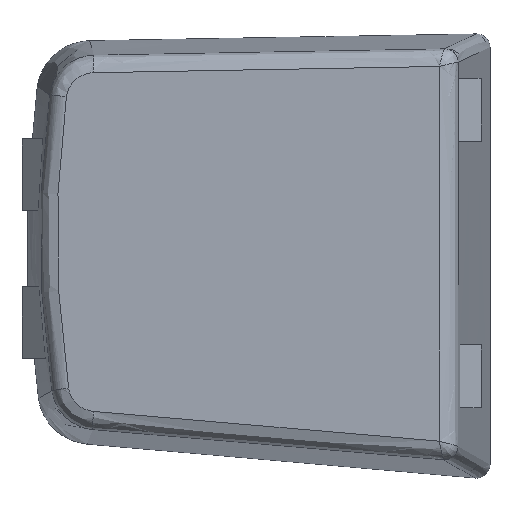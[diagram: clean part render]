
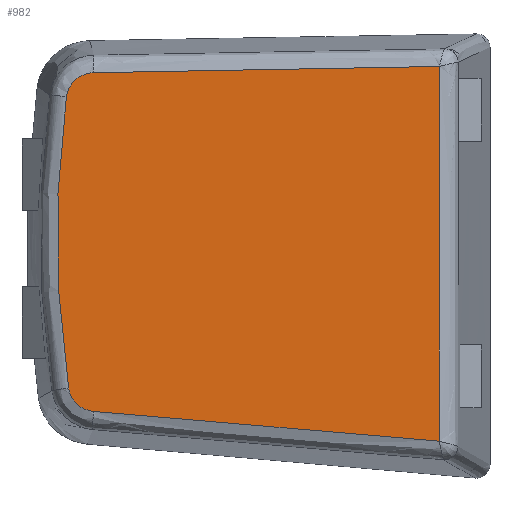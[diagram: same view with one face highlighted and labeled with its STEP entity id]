
A CAD part, front view. The second image highlights one B-rep face of the part: STEP entity #982.
In plain terms, the highlighted planar face has unit normal (-0.052, -0.998, 0.022).
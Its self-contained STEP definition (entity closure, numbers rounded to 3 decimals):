
#180=FACE_OUTER_BOUND('',#241,.T.);
#241=EDGE_LOOP('',(#861,#862,#863,#864,#865,#866));
#395=B_SPLINE_CURVE_WITH_KNOTS('',3,(#2694,#2695,#2696,#2697,#2698),
 .UNSPECIFIED.,.F.,.F.,(4,1,4),(-0.441,-0.189,0.),
 .UNSPECIFIED.);
#397=B_SPLINE_CURVE_WITH_KNOTS('',3,(#2729,#2730,#2731,#2732),
 .UNSPECIFIED.,.F.,.F.,(4,4),(-3.261,0.),.UNSPECIFIED.);
#399=B_SPLINE_CURVE_WITH_KNOTS('',3,(#2765,#2766,#2767,#2768,#2769),
 .UNSPECIFIED.,.F.,.F.,(4,1,4),(-0.413,-0.236,0.),
 .UNSPECIFIED.);
#401=B_SPLINE_CURVE_WITH_KNOTS('',3,(#2795,#2796,#2797,#2798),
 .UNSPECIFIED.,.F.,.F.,(4,4),(-3.881,0.),.UNSPECIFIED.);
#404=B_SPLINE_CURVE_WITH_KNOTS('',3,(#2827,#2828,#2829,#2830),
 .UNSPECIFIED.,.F.,.F.,(4,4),(-4.072,-0.202),
 .UNSPECIFIED.);
#405=B_SPLINE_CURVE_WITH_KNOTS('',3,(#2851,#2852,#2853,#2854),
 .UNSPECIFIED.,.F.,.F.,(4,4),(-4.401,-0.217),
 .UNSPECIFIED.);
#475=VERTEX_POINT('',#2541);
#480=VERTEX_POINT('',#2644);
#482=VERTEX_POINT('',#2691);
#483=VERTEX_POINT('',#2693);
#486=VERTEX_POINT('',#2727);
#488=VERTEX_POINT('',#2763);
#602=EDGE_CURVE('',#482,#483,#395,.T.);
#606=EDGE_CURVE('',#486,#482,#397,.T.);
#609=EDGE_CURVE('',#488,#486,#399,.T.);
#611=EDGE_CURVE('',#480,#488,#401,.T.);
#614=EDGE_CURVE('',#483,#475,#404,.T.);
#615=EDGE_CURVE('',#475,#480,#405,.T.);
#861=ORIENTED_EDGE('',*,*,#602,.F.);
#862=ORIENTED_EDGE('',*,*,#606,.F.);
#863=ORIENTED_EDGE('',*,*,#609,.F.);
#864=ORIENTED_EDGE('',*,*,#611,.F.);
#865=ORIENTED_EDGE('',*,*,#615,.F.);
#866=ORIENTED_EDGE('',*,*,#614,.F.);
#926=PLANE('',#1039);
#982=ADVANCED_FACE('',(#180),#926,.F.);
#1039=AXIS2_PLACEMENT_3D('',#3038,#1147,#1148);
#1147=DIRECTION('center_axis',(0.052,0.998,-0.022));
#1148=DIRECTION('ref_axis',(0.,0.022,1.));
#2541=CARTESIAN_POINT('',(20.391,-21.446,21.218));
#2644=CARTESIAN_POINT('',(20.377,-22.356,-20.618));
#2691=CARTESIAN_POINT('',(-21.265,-19.336,17.826));
#2693=CARTESIAN_POINT('',(-18.246,-19.436,20.52));
#2694=CARTESIAN_POINT('Ctrl Pts',(-21.265,-19.336,17.826));
#2695=CARTESIAN_POINT('Ctrl Pts',(-21.153,-19.324,18.658));
#2696=CARTESIAN_POINT('Ctrl Pts',(-20.335,-19.337,20.02));
#2697=CARTESIAN_POINT('Ctrl Pts',(-18.874,-19.403,20.509));
#2698=CARTESIAN_POINT('Ctrl Pts',(-18.246,-19.436,20.52));
#2727=CARTESIAN_POINT('',(-21.017,-20.057,-14.671));
#2729=CARTESIAN_POINT('Ctrl Pts',(-21.017,-20.057,-14.671));
#2730=CARTESIAN_POINT('Ctrl Pts',(-22.63,-19.739,-3.924));
#2731=CARTESIAN_POINT('Ctrl Pts',(-22.714,-19.495,7.053));
#2732=CARTESIAN_POINT('Ctrl Pts',(-21.265,-19.336,17.826));
#2763=CARTESIAN_POINT('',(-18.23,-20.261,-17.294));
#2765=CARTESIAN_POINT('Ctrl Pts',(-18.23,-20.261,-17.294));
#2766=CARTESIAN_POINT('Ctrl Pts',(-18.817,-20.229,-17.243));
#2767=CARTESIAN_POINT('Ctrl Pts',(-20.153,-20.147,-16.721));
#2768=CARTESIAN_POINT('Ctrl Pts',(-20.901,-20.08,-15.449));
#2769=CARTESIAN_POINT('Ctrl Pts',(-21.017,-20.057,-14.671));
#2795=CARTESIAN_POINT('Ctrl Pts',(20.377,-22.356,-20.618));
#2796=CARTESIAN_POINT('Ctrl Pts',(7.508,-21.658,-19.509));
#2797=CARTESIAN_POINT('Ctrl Pts',(-5.361,-20.959,-18.401));
#2798=CARTESIAN_POINT('Ctrl Pts',(-18.23,-20.261,-17.294));
#2827=CARTESIAN_POINT('Ctrl Pts',(-18.246,-19.436,20.52));
#2828=CARTESIAN_POINT('Ctrl Pts',(-5.367,-20.106,20.751));
#2829=CARTESIAN_POINT('Ctrl Pts',(7.512,-20.776,20.985));
#2830=CARTESIAN_POINT('Ctrl Pts',(20.391,-21.446,21.218));
#2851=CARTESIAN_POINT('Ctrl Pts',(20.391,-21.446,21.218));
#2852=CARTESIAN_POINT('Ctrl Pts',(20.386,-21.749,7.273));
#2853=CARTESIAN_POINT('Ctrl Pts',(20.382,-22.053,-6.672));
#2854=CARTESIAN_POINT('Ctrl Pts',(20.377,-22.356,-20.618));
#3038=CARTESIAN_POINT('Origin',(0.612,-20.852,0.896));
